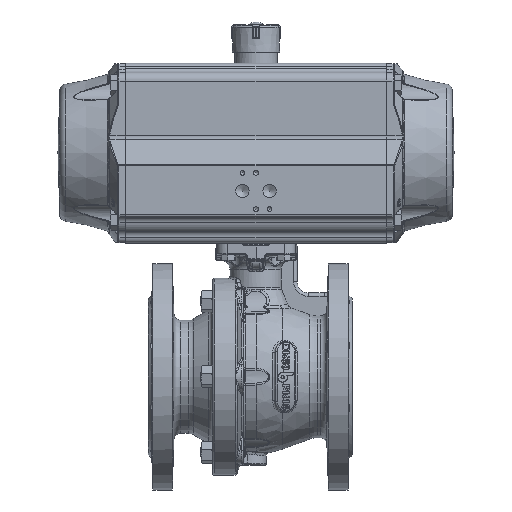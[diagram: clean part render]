
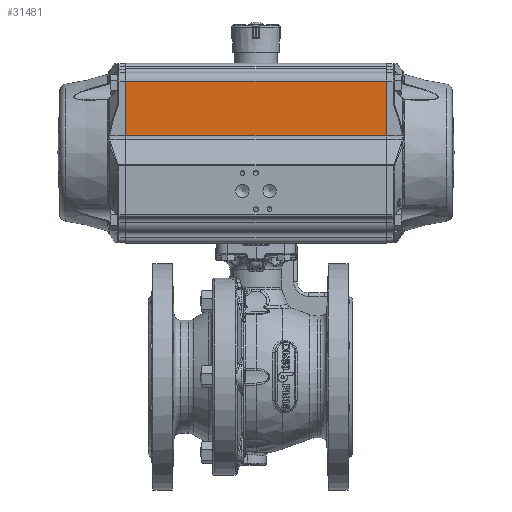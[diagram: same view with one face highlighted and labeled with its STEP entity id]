
A CAD part, top view. The second image highlights one B-rep face of the part: STEP entity #31481.
In plain terms, the highlighted face is planar.
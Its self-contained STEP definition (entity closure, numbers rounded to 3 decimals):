
#522=PLANE('',#34360);
#2063=LINE('',#74384,#3310);
#2120=LINE('',#74572,#3367);
#2189=LINE('',#74770,#3436);
#2190=LINE('',#74772,#3437);
#3310=VECTOR('',#39952,1000.);
#3367=VECTOR('',#40143,1000.);
#3436=VECTOR('',#40364,1000.);
#3437=VECTOR('',#40367,1000.);
#12701=ORIENTED_EDGE('',*,*,#19093,.F.);
#12702=ORIENTED_EDGE('',*,*,#18993,.T.);
#12703=ORIENTED_EDGE('',*,*,#19094,.T.);
#12704=ORIENTED_EDGE('',*,*,#18900,.T.);
#18900=EDGE_CURVE('',#22549,#22545,#2063,.T.);
#18993=EDGE_CURVE('',#22610,#22614,#2120,.T.);
#19093=EDGE_CURVE('',#22610,#22545,#2189,.T.);
#19094=EDGE_CURVE('',#22614,#22549,#2190,.T.);
#22545=VERTEX_POINT('',#74369);
#22549=VERTEX_POINT('',#74381);
#22610=VERTEX_POINT('',#74559);
#22614=VERTEX_POINT('',#74571);
#26842=EDGE_LOOP('',(#12701,#12702,#12703,#12704));
#29163=FACE_BOUND('',#26842,.T.);
#31481=ADVANCED_FACE('',(#29163),#522,.F.);
#34360=AXIS2_PLACEMENT_3D('',#74771,#40365,#40366);
#39952=DIRECTION('',(0.,-1.,0.));
#40143=DIRECTION('',(0.,1.,0.));
#40364=DIRECTION('',(0.,0.,-1.));
#40365=DIRECTION('',(1.,0.,0.));
#40366=DIRECTION('',(0.,1.,0.));
#40367=DIRECTION('',(0.,0.,-1.));
#74369=CARTESIAN_POINT('',(-71.,14.69,-115.));
#74381=CARTESIAN_POINT('',(-71.,63.1,-115.));
#74384=CARTESIAN_POINT('',(-71.,63.1,-115.));
#74559=CARTESIAN_POINT('',(-71.,14.69,115.));
#74571=CARTESIAN_POINT('',(-71.,63.1,115.));
#74572=CARTESIAN_POINT('',(-71.,63.1,115.));
#74770=CARTESIAN_POINT('',(-71.,14.69,115.5));
#74771=CARTESIAN_POINT('',(-71.,63.1,115.5));
#74772=CARTESIAN_POINT('',(-71.,63.1,115.5));
